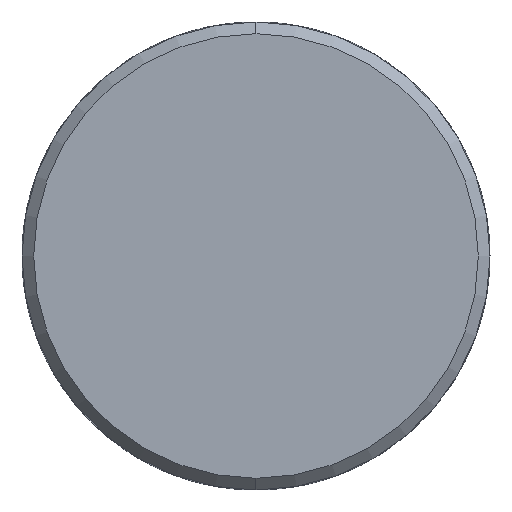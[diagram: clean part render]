
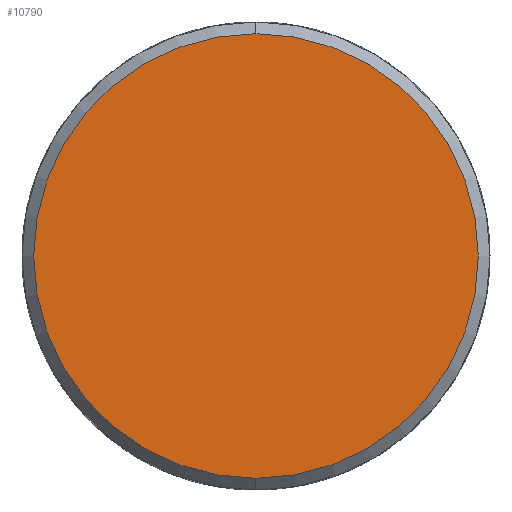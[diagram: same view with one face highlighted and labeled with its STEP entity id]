
A CAD part, left-side view. The second image highlights one B-rep face of the part: STEP entity #10790.
In plain terms, the highlighted planar face has unit normal (-1, 0, 0).
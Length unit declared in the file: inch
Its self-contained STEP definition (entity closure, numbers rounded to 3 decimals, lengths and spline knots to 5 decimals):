
#174 = ORIENTED_EDGE ( 'NONE', *, *, #9647, .T. ) ;
#1193 = EDGE_LOOP ( 'NONE', ( #174, #13510 ) ) ;
#3081 = DIRECTION ( 'NONE',  ( 0., 0., -1. ) ) ;
#3170 = DIRECTION ( 'NONE',  ( 1., 0., 0. ) ) ;
#3196 = VERTEX_POINT ( 'NONE', #4321 ) ;
#3204 = CARTESIAN_POINT ( 'NONE',  ( -7.5, 0., -2.375 ) ) ;
#4321 = CARTESIAN_POINT ( 'NONE',  ( -7.5, 0., 2.375 ) ) ;
#5299 = EDGE_CURVE ( 'NONE', #3196, #12133, #10957, .T. ) ;
#5922 = AXIS2_PLACEMENT_3D ( 'NONE', #11218, #11233, #11268 ) ;
#6169 = AXIS2_PLACEMENT_3D ( 'NONE', #15067, #15009, #14953 ) ;
#7512 = CIRCLE ( 'NONE', #6169, 2.375 ) ;
#9647 = EDGE_CURVE ( 'NONE', #12133, #3196, #7512, .T. ) ;
#10790 = ADVANCED_FACE ( 'NONE', ( #14029 ), #14078, .F. ) ;
#10957 = CIRCLE ( 'NONE', #5922, 2.375 ) ;
#11218 = CARTESIAN_POINT ( 'NONE',  ( -7.5, 0., 0. ) ) ;
#11233 = DIRECTION ( 'NONE',  ( -1., 0., 0. ) ) ;
#11268 = DIRECTION ( 'NONE',  ( 0., 0., -1. ) ) ;
#12133 = VERTEX_POINT ( 'NONE', #3204 ) ;
#12169 = AXIS2_PLACEMENT_3D ( 'NONE', #12547, #3170, #3081 ) ;
#12547 = CARTESIAN_POINT ( 'NONE',  ( -7.5, 0., 0. ) ) ;
#13510 = ORIENTED_EDGE ( 'NONE', *, *, #5299, .T. ) ;
#14029 = FACE_OUTER_BOUND ( 'NONE', #1193, .T. ) ;
#14078 = PLANE ( 'NONE',  #12169 ) ;
#14953 = DIRECTION ( 'NONE',  ( 0., 0., -1. ) ) ;
#15009 = DIRECTION ( 'NONE',  ( -1., 0., 0. ) ) ;
#15067 = CARTESIAN_POINT ( 'NONE',  ( -7.5, 0., 0. ) ) ;
